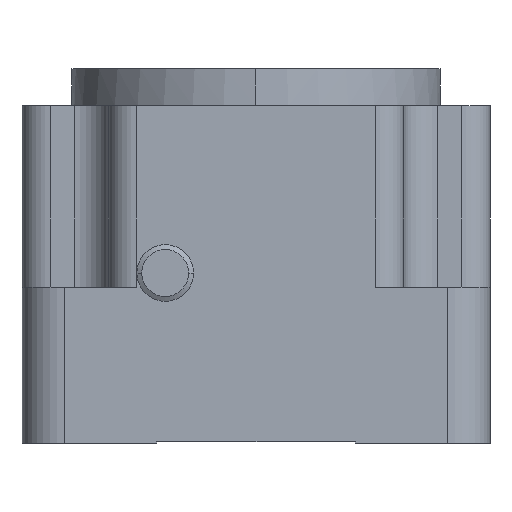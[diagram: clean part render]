
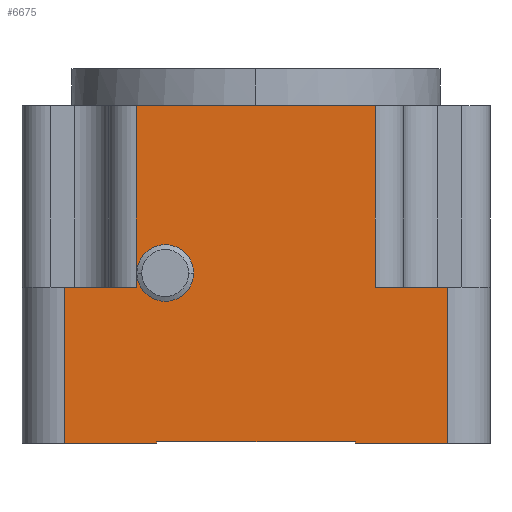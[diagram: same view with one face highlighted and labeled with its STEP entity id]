
A CAD part, left-side view. The second image highlights one B-rep face of the part: STEP entity #6675.
In plain terms, the highlighted planar face has unit normal (-1, 0, 0).
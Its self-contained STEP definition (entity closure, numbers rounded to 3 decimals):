
#55 = LINE ( 'NONE', #3117, #3638 ) ;
#319 = CARTESIAN_POINT ( 'NONE',  ( -82.5, 82.5, 0. ) ) ;
#372 = CARTESIAN_POINT ( 'NONE',  ( -82.5, -42., 55. ) ) ;
#393 = CARTESIAN_POINT ( 'NONE',  ( -82.5, 82.5, 55. ) ) ;
#411 = DIRECTION ( 'NONE',  ( 0., 0., -1. ) ) ;
#619 = CARTESIAN_POINT ( 'NONE',  ( -82.5, 82.5, 119. ) ) ;
#655 = LINE ( 'NONE', #7684, #9893 ) ;
#656 = ORIENTED_EDGE ( 'NONE', *, *, #5883, .F. ) ;
#709 = DIRECTION ( 'NONE',  ( 0., -1., 0. ) ) ;
#717 = CARTESIAN_POINT ( 'NONE',  ( -82.5, 67.5, 119. ) ) ;
#722 = VECTOR ( 'NONE', #6509, 1000. ) ;
#753 = DIRECTION ( 'NONE',  ( 0., 1., 0. ) ) ;
#804 = CARTESIAN_POINT ( 'NONE',  ( -82.5, 67.5, 55. ) ) ;
#820 = LINE ( 'NONE', #4926, #7579 ) ;
#922 = DIRECTION ( 'NONE',  ( 0., 1., 0. ) ) ;
#1272 = EDGE_CURVE ( 'NONE', #4474, #5509, #5377, .T. ) ;
#1450 = EDGE_CURVE ( 'NONE', #5509, #2095, #8019, .T. ) ;
#1475 = VECTOR ( 'NONE', #8770, 1000. ) ;
#1481 = ORIENTED_EDGE ( 'NONE', *, *, #4787, .T. ) ;
#1682 = CARTESIAN_POINT ( 'NONE',  ( -82.5, 22., 60. ) ) ;
#2061 = CARTESIAN_POINT ( 'NONE',  ( -82.5, 35., 119. ) ) ;
#2087 = ORIENTED_EDGE ( 'NONE', *, *, #3812, .F. ) ;
#2095 = VERTEX_POINT ( 'NONE', #8238 ) ;
#2218 = DIRECTION ( 'NONE',  ( -1., 0., 0. ) ) ;
#2260 = CARTESIAN_POINT ( 'NONE',  ( -82.5, -67.5, 0. ) ) ;
#2439 = EDGE_CURVE ( 'NONE', #6554, #3817, #8095, .T. ) ;
#2456 = AXIS2_PLACEMENT_3D ( 'NONE', #7234, #5489, #922 ) ;
#2573 = ORIENTED_EDGE ( 'NONE', *, *, #6373, .F. ) ;
#2602 = CARTESIAN_POINT ( 'NONE',  ( -82.5, -67.5, 55. ) ) ;
#2667 = DIRECTION ( 'NONE',  ( 0., -1., 0. ) ) ;
#2669 = ORIENTED_EDGE ( 'NONE', *, *, #9706, .F. ) ;
#2762 = LINE ( 'NONE', #393, #6136 ) ;
#2769 = CARTESIAN_POINT ( 'NONE',  ( -82.5, -42., 119. ) ) ;
#3032 = CARTESIAN_POINT ( 'NONE',  ( -82.5, -35., 0. ) ) ;
#3050 = DIRECTION ( 'NONE',  ( 0., 1., 0. ) ) ;
#3117 = CARTESIAN_POINT ( 'NONE',  ( -82.5, -67.5, 119. ) ) ;
#3356 = CARTESIAN_POINT ( 'NONE',  ( -82.5, 32., 60. ) ) ;
#3382 = ORIENTED_EDGE ( 'NONE', *, *, #1272, .T. ) ;
#3445 = LINE ( 'NONE', #6609, #722 ) ;
#3494 = ORIENTED_EDGE ( 'NONE', *, *, #6941, .T. ) ;
#3638 = VECTOR ( 'NONE', #5431, 1000. ) ;
#3812 = EDGE_CURVE ( 'NONE', #6104, #2095, #6523, .T. ) ;
#3817 = VERTEX_POINT ( 'NONE', #2260 ) ;
#4066 = VERTEX_POINT ( 'NONE', #2602 ) ;
#4229 = DIRECTION ( 'NONE',  ( 0., -1., 0. ) ) ;
#4474 = VERTEX_POINT ( 'NONE', #6433 ) ;
#4571 = ORIENTED_EDGE ( 'NONE', *, *, #2439, .T. ) ;
#4602 = CARTESIAN_POINT ( 'NONE',  ( -82.5, 82.5, 0.5 ) ) ;
#4787 = EDGE_CURVE ( 'NONE', #8518, #4474, #6124, .T. ) ;
#4789 = VERTEX_POINT ( 'NONE', #1682 ) ;
#4863 = LINE ( 'NONE', #6318, #5409 ) ;
#4926 = CARTESIAN_POINT ( 'NONE',  ( -82.5, 42.298, 55. ) ) ;
#5088 = ORIENTED_EDGE ( 'NONE', *, *, #8259, .F. ) ;
#5163 = VECTOR ( 'NONE', #6932, 1000. ) ;
#5236 = DIRECTION ( 'NONE',  ( 0., -1., 0. ) ) ;
#5377 = LINE ( 'NONE', #7581, #9310 ) ;
#5409 = VECTOR ( 'NONE', #7837, 1000. ) ;
#5431 = DIRECTION ( 'NONE',  ( 0., 0., 1. ) ) ;
#5489 = DIRECTION ( 'NONE',  ( 1., 0., 0. ) ) ;
#5500 = ORIENTED_EDGE ( 'NONE', *, *, #6984, .T. ) ;
#5509 = VERTEX_POINT ( 'NONE', #8222 ) ;
#5685 = FACE_OUTER_BOUND ( 'NONE', #8369, .T. ) ;
#5700 = VERTEX_POINT ( 'NONE', #372 ) ;
#5833 = CIRCLE ( 'NONE', #7113, 10. ) ;
#5883 = EDGE_CURVE ( 'NONE', #8042, #7200, #9853, .T. ) ;
#6104 = VERTEX_POINT ( 'NONE', #8397 ) ;
#6109 = EDGE_CURVE ( 'NONE', #8042, #7107, #820, .T. ) ;
#6124 = LINE ( 'NONE', #717, #5163 ) ;
#6136 = VECTOR ( 'NONE', #2667, 1000. ) ;
#6272 = DIRECTION ( 'NONE',  ( -1., 0., 0. ) ) ;
#6318 = CARTESIAN_POINT ( 'NONE',  ( -82.5, -42., 55. ) ) ;
#6368 = VECTOR ( 'NONE', #3050, 1000. ) ;
#6373 = EDGE_CURVE ( 'NONE', #5700, #4066, #2762, .T. ) ;
#6426 = FACE_BOUND ( 'NONE', #7556, .T. ) ;
#6433 = CARTESIAN_POINT ( 'NONE',  ( -82.5, 67.5, 0. ) ) ;
#6509 = DIRECTION ( 'NONE',  ( 0., -1., 0. ) ) ;
#6523 = LINE ( 'NONE', #4602, #6368 ) ;
#6554 = VERTEX_POINT ( 'NONE', #3032 ) ;
#6585 = CARTESIAN_POINT ( 'NONE',  ( -82.5, 42.298, 119. ) ) ;
#6609 = CARTESIAN_POINT ( 'NONE',  ( -82.5, 82.5, 55. ) ) ;
#6675 = ADVANCED_FACE ( 'NONE', ( #6426, #5685 ), #8747, .F. ) ;
#6874 = EDGE_CURVE ( 'NONE', #6104, #6554, #655, .T. ) ;
#6932 = DIRECTION ( 'NONE',  ( 0., 0., -1. ) ) ;
#6941 = EDGE_CURVE ( 'NONE', #3817, #4066, #55, .T. ) ;
#6984 = EDGE_CURVE ( 'NONE', #5700, #7200, #4863, .T. ) ;
#7031 = DIRECTION ( 'NONE',  ( 0., 1., 0. ) ) ;
#7107 = VERTEX_POINT ( 'NONE', #8734 ) ;
#7113 = AXIS2_PLACEMENT_3D ( 'NONE', #3356, #6272, #7031 ) ;
#7200 = VERTEX_POINT ( 'NONE', #2769 ) ;
#7234 = CARTESIAN_POINT ( 'NONE',  ( -82.5, 82.5, 119. ) ) ;
#7556 = EDGE_LOOP ( 'NONE', ( #2669, #5088 ) ) ;
#7579 = VECTOR ( 'NONE', #411, 1000. ) ;
#7581 = CARTESIAN_POINT ( 'NONE',  ( -82.5, 82.5, 0. ) ) ;
#7677 = CARTESIAN_POINT ( 'NONE',  ( -82.5, 32., 60. ) ) ;
#7684 = CARTESIAN_POINT ( 'NONE',  ( -82.5, -35., 119. ) ) ;
#7837 = DIRECTION ( 'NONE',  ( 0., 0., 1. ) ) ;
#8019 = LINE ( 'NONE', #2061, #1475 ) ;
#8042 = VERTEX_POINT ( 'NONE', #6585 ) ;
#8095 = LINE ( 'NONE', #319, #9911 ) ;
#8127 = AXIS2_PLACEMENT_3D ( 'NONE', #7677, #2218, #753 ) ;
#8133 = CARTESIAN_POINT ( 'NONE',  ( -82.5, 42., 60. ) ) ;
#8210 = ORIENTED_EDGE ( 'NONE', *, *, #6109, .T. ) ;
#8222 = CARTESIAN_POINT ( 'NONE',  ( -82.5, 35., 0. ) ) ;
#8238 = CARTESIAN_POINT ( 'NONE',  ( -82.5, 35., 0.5 ) ) ;
#8259 = EDGE_CURVE ( 'NONE', #9625, #4789, #5833, .T. ) ;
#8369 = EDGE_LOOP ( 'NONE', ( #3382, #8977, #2087, #9806, #4571, #3494, #2573, #5500, #656, #8210, #9867, #1481 ) ) ;
#8397 = CARTESIAN_POINT ( 'NONE',  ( -82.5, -35., 0.5 ) ) ;
#8518 = VERTEX_POINT ( 'NONE', #804 ) ;
#8734 = CARTESIAN_POINT ( 'NONE',  ( -82.5, 42.298, 55. ) ) ;
#8747 = PLANE ( 'NONE',  #2456 ) ;
#8770 = DIRECTION ( 'NONE',  ( 0., 0., 1. ) ) ;
#8818 = EDGE_CURVE ( 'NONE', #8518, #7107, #3445, .T. ) ;
#8977 = ORIENTED_EDGE ( 'NONE', *, *, #1450, .T. ) ;
#9190 = DIRECTION ( 'NONE',  ( 0., 0., -1. ) ) ;
#9310 = VECTOR ( 'NONE', #709, 1000. ) ;
#9342 = VECTOR ( 'NONE', #5236, 1000. ) ;
#9625 = VERTEX_POINT ( 'NONE', #8133 ) ;
#9706 = EDGE_CURVE ( 'NONE', #4789, #9625, #9891, .T. ) ;
#9806 = ORIENTED_EDGE ( 'NONE', *, *, #6874, .T. ) ;
#9853 = LINE ( 'NONE', #619, #9342 ) ;
#9867 = ORIENTED_EDGE ( 'NONE', *, *, #8818, .F. ) ;
#9891 = CIRCLE ( 'NONE', #8127, 10. ) ;
#9893 = VECTOR ( 'NONE', #9190, 1000. ) ;
#9911 = VECTOR ( 'NONE', #4229, 1000. ) ;
